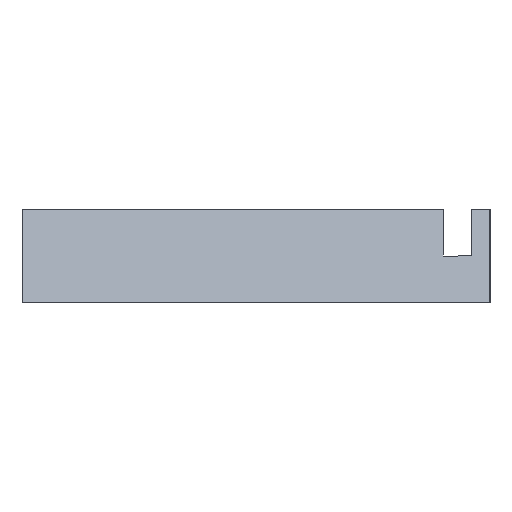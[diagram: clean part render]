
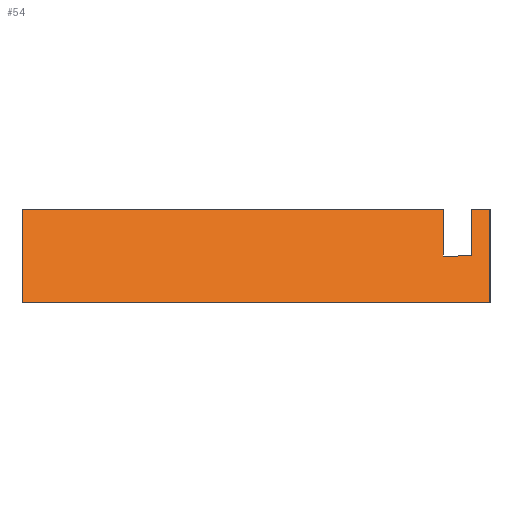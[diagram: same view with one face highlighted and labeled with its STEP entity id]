
A CAD part, left-side view. The second image highlights one B-rep face of the part: STEP entity #54.
In plain terms, the highlighted planar face has unit normal (-0.707, 0, 0.707).
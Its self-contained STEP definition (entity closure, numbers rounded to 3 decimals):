
#44=FACE_OUTER_BOUND('',#145,.T.);
#54=ADVANCED_FACE('',(#44),#67,.T.);
#67=PLANE('',#286);
#71=LINE('',#368,#95);
#74=LINE('',#374,#98);
#78=LINE('',#383,#102);
#81=LINE('',#389,#105);
#83=LINE('',#398,#107);
#86=LINE('',#404,#110);
#89=LINE('',#410,#113);
#91=LINE('',#413,#115);
#95=VECTOR('',#301,1.);
#98=VECTOR('',#306,1.);
#102=VECTOR('',#312,1.);
#105=VECTOR('',#317,1.);
#107=VECTOR('',#327,1.);
#110=VECTOR('',#332,1.);
#113=VECTOR('',#337,1.);
#115=VECTOR('',#341,1.);
#145=EDGE_LOOP('',(#198,#199,#200,#201,#202,#203,#204,#205));
#198=ORIENTED_EDGE('',*,*,#261,.F.);
#199=ORIENTED_EDGE('',*,*,#240,.F.);
#200=ORIENTED_EDGE('',*,*,#243,.F.);
#201=ORIENTED_EDGE('',*,*,#255,.F.);
#202=ORIENTED_EDGE('',*,*,#247,.F.);
#203=ORIENTED_EDGE('',*,*,#250,.F.);
#204=ORIENTED_EDGE('',*,*,#258,.F.);
#205=ORIENTED_EDGE('',*,*,#263,.F.);
#216=VERTEX_POINT('',#363);
#218=VERTEX_POINT('',#367);
#220=VERTEX_POINT('',#373);
#222=VERTEX_POINT('',#378);
#224=VERTEX_POINT('',#382);
#226=VERTEX_POINT('',#388);
#231=VERTEX_POINT('',#403);
#232=VERTEX_POINT('',#407);
#240=EDGE_CURVE('',#218,#216,#71,.T.);
#243=EDGE_CURVE('',#220,#218,#74,.T.);
#247=EDGE_CURVE('',#224,#222,#78,.T.);
#250=EDGE_CURVE('',#226,#224,#81,.T.);
#255=EDGE_CURVE('',#222,#220,#83,.T.);
#258=EDGE_CURVE('',#231,#226,#86,.T.);
#261=EDGE_CURVE('',#216,#232,#89,.T.);
#263=EDGE_CURVE('',#232,#231,#91,.T.);
#286=AXIS2_PLACEMENT_3D('',#416,#346,#347);
#301=DIRECTION('',(0.,-1.,0.));
#306=DIRECTION('',(0.707,0.,0.707));
#312=DIRECTION('',(-0.707,0.,-0.707));
#317=DIRECTION('',(0.,-1.,0.));
#327=DIRECTION('',(0.,1.,0.));
#332=DIRECTION('',(0.707,0.,0.707));
#337=DIRECTION('',(-0.707,0.,-0.707));
#341=DIRECTION('',(0.,-1.,0.));
#346=DIRECTION('',(-0.707,0.,0.707));
#347=DIRECTION('',(0.,-1.,0.));
#363=CARTESIAN_POINT('',(10.,5.,10.));
#367=CARTESIAN_POINT('',(10.,50.,10.));
#368=CARTESIAN_POINT('',(10.,5.,10.));
#373=CARTESIAN_POINT('',(0.,50.,0.));
#374=CARTESIAN_POINT('',(5.,50.,5.));
#378=CARTESIAN_POINT('',(0.,0.,0.));
#382=CARTESIAN_POINT('',(10.,0.,10.));
#383=CARTESIAN_POINT('',(155.,0.,155.));
#388=CARTESIAN_POINT('',(10.,2.,10.));
#389=CARTESIAN_POINT('',(10.,0.,10.));
#398=CARTESIAN_POINT('',(0.,0.,0.));
#403=CARTESIAN_POINT('',(5.,2.,5.));
#404=CARTESIAN_POINT('',(0.,2.,0.));
#407=CARTESIAN_POINT('',(5.,5.,5.));
#410=CARTESIAN_POINT('',(0.,5.,0.));
#413=CARTESIAN_POINT('',(5.,0.,5.));
#416=CARTESIAN_POINT('',(0.,0.,0.));
